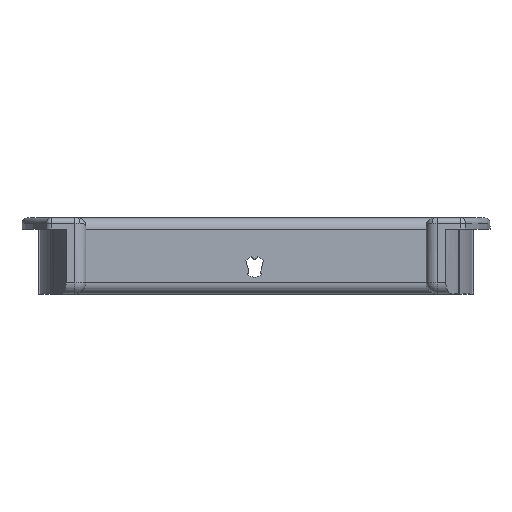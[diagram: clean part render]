
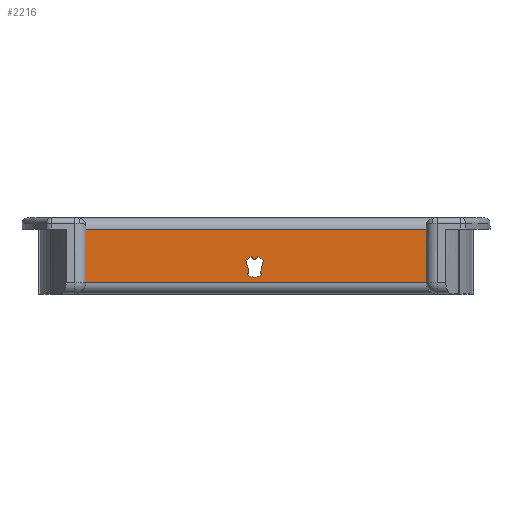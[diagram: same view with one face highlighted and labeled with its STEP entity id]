
A CAD part, top view. The second image highlights one B-rep face of the part: STEP entity #2216.
In plain terms, the highlighted planar face has unit normal (0, 0, 1).
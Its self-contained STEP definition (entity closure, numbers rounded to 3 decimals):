
#60=FACE_BOUND('',#456,.T.);
#121=CIRCLE('',#2335,0.562);
#122=CIRCLE('',#2337,1.875);
#123=CIRCLE('',#2340,0.562);
#190=CIRCLE('',#2439,0.562);
#191=CIRCLE('',#2442,1.875);
#192=CIRCLE('',#2443,1.875);
#316=FACE_OUTER_BOUND('',#455,.T.);
#455=EDGE_LOOP('',(#1747,#1748,#1749,#1750));
#456=EDGE_LOOP('',(#1751,#1752,#1753,#1754,#1755,#1756,#1757,#1758));
#587=LINE('',#3320,#743);
#661=LINE('',#4472,#817);
#662=LINE('',#4476,#818);
#663=LINE('',#4478,#819);
#664=LINE('',#4480,#820);
#665=LINE('',#4481,#821);
#743=VECTOR('',#2632,10.);
#817=VECTOR('',#2910,10.);
#818=VECTOR('',#2913,10.);
#819=VECTOR('',#2914,10.);
#820=VECTOR('',#2915,10.);
#821=VECTOR('',#2916,10.);
#905=VERTEX_POINT('',#3308);
#906=VERTEX_POINT('',#3310);
#907=VERTEX_POINT('',#3314);
#908=VERTEX_POINT('',#3318);
#909=VERTEX_POINT('',#3322);
#1028=VERTEX_POINT('',#4464);
#1029=VERTEX_POINT('',#4466);
#1030=VERTEX_POINT('',#4470);
#1031=VERTEX_POINT('',#4474);
#1032=VERTEX_POINT('',#4475);
#1033=VERTEX_POINT('',#4477);
#1034=VERTEX_POINT('',#4479);
#1118=EDGE_CURVE('',#905,#906,#121,.T.);
#1121=EDGE_CURVE('',#905,#907,#122,.T.);
#1123=EDGE_CURVE('',#908,#907,#587,.T.);
#1125=EDGE_CURVE('',#909,#908,#123,.T.);
#1292=EDGE_CURVE('',#1028,#1029,#190,.T.);
#1295=EDGE_CURVE('',#1030,#1028,#661,.T.);
#1296=EDGE_CURVE('',#1031,#1032,#662,.T.);
#1297=EDGE_CURVE('',#1033,#1031,#663,.T.);
#1298=EDGE_CURVE('',#1034,#1033,#664,.T.);
#1299=EDGE_CURVE('',#1032,#1034,#665,.T.);
#1300=EDGE_CURVE('',#909,#1029,#191,.T.);
#1301=EDGE_CURVE('',#1030,#906,#192,.T.);
#1747=ORIENTED_EDGE('',*,*,#1296,.F.);
#1748=ORIENTED_EDGE('',*,*,#1297,.F.);
#1749=ORIENTED_EDGE('',*,*,#1298,.F.);
#1750=ORIENTED_EDGE('',*,*,#1299,.F.);
#1751=ORIENTED_EDGE('',*,*,#1121,.T.);
#1752=ORIENTED_EDGE('',*,*,#1123,.F.);
#1753=ORIENTED_EDGE('',*,*,#1125,.F.);
#1754=ORIENTED_EDGE('',*,*,#1300,.T.);
#1755=ORIENTED_EDGE('',*,*,#1292,.F.);
#1756=ORIENTED_EDGE('',*,*,#1295,.F.);
#1757=ORIENTED_EDGE('',*,*,#1301,.T.);
#1758=ORIENTED_EDGE('',*,*,#1118,.F.);
#2126=PLANE('',#2441);
#2216=ADVANCED_FACE('',(#316,#60),#2126,.T.);
#2335=AXIS2_PLACEMENT_3D('',#3311,#2621,#2622);
#2337=AXIS2_PLACEMENT_3D('',#3316,#2627,#2628);
#2340=AXIS2_PLACEMENT_3D('',#3324,#2636,#2637);
#2439=AXIS2_PLACEMENT_3D('',#4467,#2904,#2905);
#2441=AXIS2_PLACEMENT_3D('',#4473,#2911,#2912);
#2442=AXIS2_PLACEMENT_3D('',#4482,#2917,#2918);
#2443=AXIS2_PLACEMENT_3D('',#4483,#2919,#2920);
#2621=DIRECTION('center_axis',(0.,0.,-1.));
#2622=DIRECTION('ref_axis',(-1.,0.,0.));
#2627=DIRECTION('center_axis',(0.,0.,-1.));
#2628=DIRECTION('ref_axis',(1.,0.,0.));
#2632=DIRECTION('',(0.249,0.969,0.));
#2636=DIRECTION('center_axis',(0.,0.,-1.));
#2637=DIRECTION('ref_axis',(-1.,0.,0.));
#2904=DIRECTION('center_axis',(0.,0.,-1.));
#2905=DIRECTION('ref_axis',(-1.,0.,0.));
#2910=DIRECTION('',(0.249,-0.969,0.));
#2911=DIRECTION('center_axis',(0.,0.,1.));
#2912=DIRECTION('ref_axis',(1.,0.,0.));
#2913=DIRECTION('',(-1.,0.,0.));
#2914=DIRECTION('',(0.,-1.,0.));
#2915=DIRECTION('',(1.,0.,0.));
#2916=DIRECTION('',(0.,1.,0.));
#2917=DIRECTION('center_axis',(0.,0.,-1.));
#2918=DIRECTION('ref_axis',(1.,0.,0.));
#2919=DIRECTION('center_axis',(0.,0.,-1.));
#2920=DIRECTION('ref_axis',(1.,0.,0.));
#3308=CARTESIAN_POINT('',(0.323,6.68,-2.5));
#3310=CARTESIAN_POINT('',(-0.79,6.68,-2.5));
#3311=CARTESIAN_POINT('Origin',(-0.233,6.764,-2.5));
#3314=CARTESIAN_POINT('',(1.32,5.94,-2.5));
#3316=CARTESIAN_POINT('Origin',(-0.234,4.889,-2.5));
#3318=CARTESIAN_POINT('',(0.845,4.092,-2.5));
#3320=CARTESIAN_POINT('',(1.202,5.48,-2.5));
#3322=CARTESIAN_POINT('',(1.039,3.512,-2.5));
#3324=CARTESIAN_POINT('Origin',(1.39,3.952,-2.5));
#4464=CARTESIAN_POINT('',(-1.313,4.092,-2.5));
#4466=CARTESIAN_POINT('',(-1.506,3.513,-2.5));
#4467=CARTESIAN_POINT('Origin',(-1.857,3.952,-2.5));
#4470=CARTESIAN_POINT('',(-1.787,5.94,-2.5));
#4472=CARTESIAN_POINT('',(-1.432,4.556,-2.5));
#4473=CARTESIAN_POINT('Origin',(-34.295,0.,-2.5));
#4474=CARTESIAN_POINT('',(32.382,2.,-2.5));
#4475=CARTESIAN_POINT('',(-32.382,2.,-2.5));
#4476=CARTESIAN_POINT('',(-17.147,2.,-2.5));
#4477=CARTESIAN_POINT('',(32.382,11.5,-2.5));
#4478=CARTESIAN_POINT('',(32.382,0.,-2.5));
#4479=CARTESIAN_POINT('',(-32.382,11.5,-2.5));
#4480=CARTESIAN_POINT('',(-17.147,11.5,-2.5));
#4481=CARTESIAN_POINT('',(-32.382,0.,-2.5));
#4482=CARTESIAN_POINT('Origin',(-0.234,4.889,-2.5));
#4483=CARTESIAN_POINT('Origin',(-0.234,4.889,-2.5));
